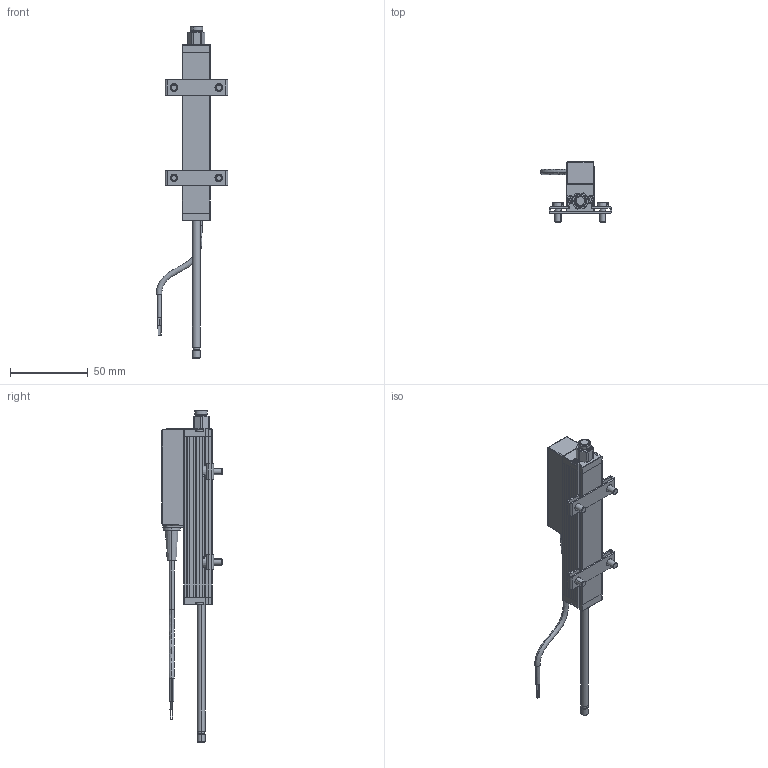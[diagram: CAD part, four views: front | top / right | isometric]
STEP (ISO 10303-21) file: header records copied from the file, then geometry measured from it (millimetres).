
FILE_DESCRIPTION (( 'STEP AP214' ), '1' );
FILE_NAME ('TE1-0075-101-411-202_eingefahren.STEP', '2014-02-25T08:49:48', ( 'dummy' ), ( 'Hewlett-Packard Company' ), 'SwSTEP 2.0', 'SolidWorks 2013', '' );
FILE_SCHEMA (( 'AUTOMOTIVE_DESIGN' ));
Length unit declared in the file: millimetre
Products named in the file (1): TE1-0075-101-411-202_eingefahren
Bounding box: 45.9 x 38.85 x 213 mm (x, y, z)
Surface area: 21495.7 mm2 (no closed solid volume)
Topology: 0 solids, 30 shells, 508 faces, 1580 edges, 1057 vertices
Faces by surface type: plane 232, cylinder 194, cone 46, torus 20, sphere 11, bspline 5
Entity records: 23216 total; most frequent: CARTESIAN_POINT 3719, DIRECTION 3141, ORIENTED_EDGE 2412, EDGE_CURVE 1573, AXIS2_PLACEMENT_3D 1135, VERTEX_POINT 1057, VECTOR 871, LINE 871
